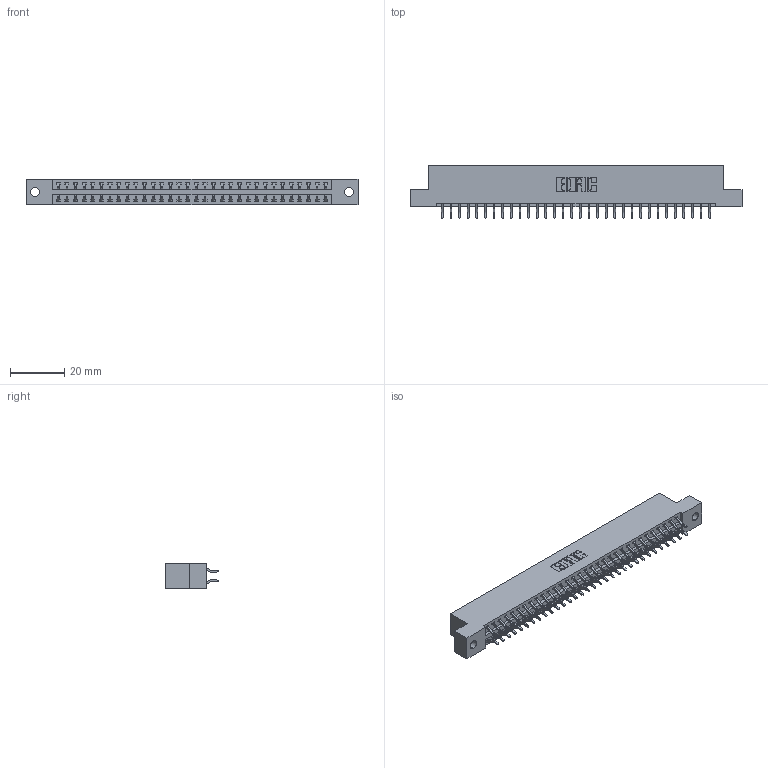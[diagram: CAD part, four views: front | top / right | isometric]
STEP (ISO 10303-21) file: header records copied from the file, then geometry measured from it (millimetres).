
FILE_DESCRIPTION (( 'STEP AP203' ), '1' );
FILE_NAME ('346-064-556-202.STEP', '2022-05-24T15:51:03', ( '' ), ( '' ), 'SwSTEP 2.0', 'SolidWorks 2020', '' );
FILE_SCHEMA (( 'CONFIG_CONTROL_DESIGN' ));
Length unit declared in the file: inch
Products named in the file (3): 346 Part_Flush Mounting Lugs - 0.128 Dia; 345-292-001_556 Tail; 346-064-556-202
Assembly tree (65 placements, depth 2):
  346-064-556-202
    346 Part_Flush Mounting Lugs - 0.128 Dia
    345-292-001_556 Tail  x64
Bounding box: 122.17 x 19.57 x 9.4 mm (x, y, z)
Volume: 11796.6 mm3; surface area: 15729.3 mm2
Topology: 65 solids, 65 shells, 3834 faces, 11401 edges, 7514 vertices
Faces by surface type: plane 2572, cylinder 1262
Entity records: 22453 total; most frequent: CARTESIAN_POINT 3728, ORIENTED_EDGE 3650, DIRECTION 3325, EDGE_CURVE 1825, VECTOR 1557, LINE 1557, VERTEX_POINT 1214, AXIS2_PLACEMENT_3D 884
